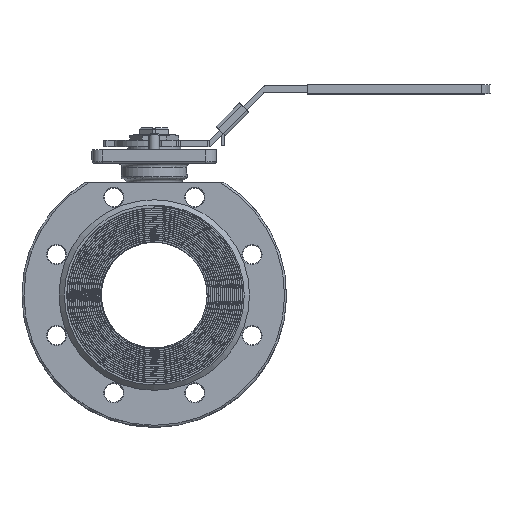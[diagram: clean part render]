
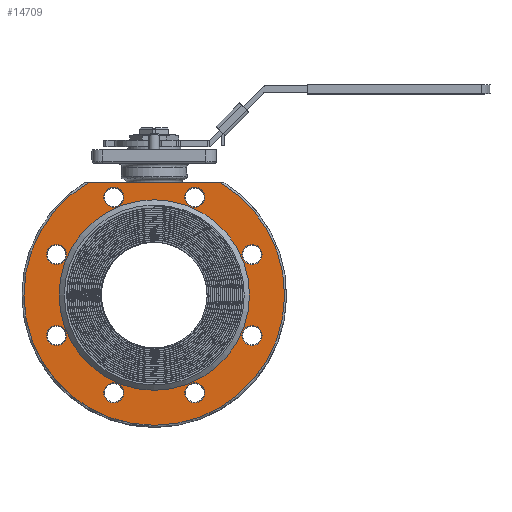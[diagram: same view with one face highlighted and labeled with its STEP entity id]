
A CAD part, top view. The second image highlights one B-rep face of the part: STEP entity #14709.
In plain terms, the highlighted planar face has unit normal (0, 0, 1).
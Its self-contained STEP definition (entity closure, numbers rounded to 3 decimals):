
#1734=LINE('',#57042,#2962);
#2962=VECTOR('',#18192,1000.);
#6056=ORIENTED_EDGE('',*,*,#9140,.F.);
#6057=ORIENTED_EDGE('',*,*,#9100,.F.);
#6058=ORIENTED_EDGE('',*,*,#9141,.T.);
#6059=ORIENTED_EDGE('',*,*,#9142,.T.);
#6060=ORIENTED_EDGE('',*,*,#9143,.T.);
#6061=ORIENTED_EDGE('',*,*,#9144,.T.);
#6062=ORIENTED_EDGE('',*,*,#9145,.T.);
#6063=ORIENTED_EDGE('',*,*,#9146,.T.);
#6064=ORIENTED_EDGE('',*,*,#9147,.T.);
#6065=ORIENTED_EDGE('',*,*,#9148,.T.);
#6066=ORIENTED_EDGE('',*,*,#9149,.T.);
#9100=EDGE_CURVE('',#10755,#10756,#1734,.T.);
#9140=EDGE_CURVE('',#10788,#10788,#11503,.T.);
#9141=EDGE_CURVE('',#10755,#10756,#11504,.T.);
#9142=EDGE_CURVE('',#10789,#10789,#11505,.T.);
#9143=EDGE_CURVE('',#10790,#10790,#11506,.T.);
#9144=EDGE_CURVE('',#10791,#10791,#11507,.T.);
#9145=EDGE_CURVE('',#10792,#10792,#11508,.T.);
#9146=EDGE_CURVE('',#10793,#10793,#11509,.T.);
#9147=EDGE_CURVE('',#10794,#10794,#11510,.T.);
#9148=EDGE_CURVE('',#10795,#10795,#11511,.T.);
#9149=EDGE_CURVE('',#10796,#10796,#11512,.T.);
#10755=VERTEX_POINT('',#57043);
#10756=VERTEX_POINT('',#57044);
#10788=VERTEX_POINT('',#57168);
#10789=VERTEX_POINT('',#57171);
#10790=VERTEX_POINT('',#57173);
#10791=VERTEX_POINT('',#57175);
#10792=VERTEX_POINT('',#57177);
#10793=VERTEX_POINT('',#57179);
#10794=VERTEX_POINT('',#57181);
#10795=VERTEX_POINT('',#57183);
#10796=VERTEX_POINT('',#57185);
#11503=CIRCLE('',#15798,72.);
#11504=CIRCLE('',#15799,98.5);
#11505=CIRCLE('',#15800,7.6);
#11506=CIRCLE('',#15801,7.6);
#11507=CIRCLE('',#15802,7.6);
#11508=CIRCLE('',#15803,7.6);
#11509=CIRCLE('',#15804,7.6);
#11510=CIRCLE('',#15805,7.6);
#11511=CIRCLE('',#15806,7.6);
#11512=CIRCLE('',#15807,7.6);
#12225=EDGE_LOOP('',(#6056));
#12226=EDGE_LOOP('',(#6057,#6058));
#12227=EDGE_LOOP('',(#6059));
#12228=EDGE_LOOP('',(#6060));
#12229=EDGE_LOOP('',(#6061));
#12230=EDGE_LOOP('',(#6062));
#12231=EDGE_LOOP('',(#6063));
#12232=EDGE_LOOP('',(#6064));
#12233=EDGE_LOOP('',(#6065));
#12234=EDGE_LOOP('',(#6066));
#13281=FACE_BOUND('',#12225,.T.);
#13282=FACE_BOUND('',#12226,.T.);
#13283=FACE_BOUND('',#12227,.T.);
#13284=FACE_BOUND('',#12228,.T.);
#13285=FACE_BOUND('',#12229,.T.);
#13286=FACE_BOUND('',#12230,.T.);
#13287=FACE_BOUND('',#12231,.T.);
#13288=FACE_BOUND('',#12232,.T.);
#13289=FACE_BOUND('',#12233,.T.);
#13290=FACE_BOUND('',#12234,.T.);
#13986=PLANE('',#15797);
#14709=ADVANCED_FACE('',(#13281,#13282,#13283,#13284,#13285,#13286,#13287,
#13288,#13289,#13290),#13986,.T.);
#15797=AXIS2_PLACEMENT_3D('',#57166,#18252,#18253);
#15798=AXIS2_PLACEMENT_3D('',#57167,#18254,#18255);
#15799=AXIS2_PLACEMENT_3D('',#57169,#18256,#18257);
#15800=AXIS2_PLACEMENT_3D('',#57170,#18258,#18259);
#15801=AXIS2_PLACEMENT_3D('',#57172,#18260,#18261);
#15802=AXIS2_PLACEMENT_3D('',#57174,#18262,#18263);
#15803=AXIS2_PLACEMENT_3D('',#57176,#18264,#18265);
#15804=AXIS2_PLACEMENT_3D('',#57178,#18266,#18267);
#15805=AXIS2_PLACEMENT_3D('',#57180,#18268,#18269);
#15806=AXIS2_PLACEMENT_3D('',#57182,#18270,#18271);
#15807=AXIS2_PLACEMENT_3D('',#57184,#18272,#18273);
#18192=DIRECTION('',(1.,0.,0.));
#18252=DIRECTION('',(0.,0.,1.));
#18253=DIRECTION('',(1.,0.,0.));
#18254=DIRECTION('',(0.,0.,1.));
#18255=DIRECTION('',(1.,0.,0.));
#18256=DIRECTION('',(0.,0.,1.));
#18257=DIRECTION('',(1.,0.,0.));
#18258=DIRECTION('',(0.,0.,-1.));
#18259=DIRECTION('',(1.,0.,0.));
#18260=DIRECTION('',(0.,0.,-1.));
#18261=DIRECTION('',(1.,0.,0.));
#18262=DIRECTION('',(0.,0.,-1.));
#18263=DIRECTION('',(1.,0.,0.));
#18264=DIRECTION('',(0.,0.,-1.));
#18265=DIRECTION('',(1.,0.,0.));
#18266=DIRECTION('',(0.,0.,-1.));
#18267=DIRECTION('',(1.,0.,0.));
#18268=DIRECTION('',(0.,0.,-1.));
#18269=DIRECTION('',(1.,0.,0.));
#18270=DIRECTION('',(0.,0.,-1.));
#18271=DIRECTION('',(1.,0.,0.));
#18272=DIRECTION('',(0.,0.,-1.));
#18273=DIRECTION('',(1.,0.,0.));
#57042=CARTESIAN_POINT('',(-168.278,85.,56.));
#57043=CARTESIAN_POINT('',(-49.772,85.,56.));
#57044=CARTESIAN_POINT('',(49.772,85.,56.));
#57166=CARTESIAN_POINT('',(0.,0.,56.));
#57167=CARTESIAN_POINT('',(0.,0.,56.));
#57168=CARTESIAN_POINT('',(72.,0.,56.));
#57169=CARTESIAN_POINT('',(0.,0.,56.));
#57170=CARTESIAN_POINT('',(-30.615,73.91,56.));
#57171=CARTESIAN_POINT('',(-23.015,73.91,56.));
#57172=CARTESIAN_POINT('',(-73.91,30.615,56.));
#57173=CARTESIAN_POINT('',(-66.31,30.615,56.));
#57174=CARTESIAN_POINT('',(30.615,73.91,56.));
#57175=CARTESIAN_POINT('',(38.215,73.91,56.));
#57176=CARTESIAN_POINT('',(73.91,30.615,56.));
#57177=CARTESIAN_POINT('',(81.51,30.615,56.));
#57178=CARTESIAN_POINT('',(73.91,-30.615,56.));
#57179=CARTESIAN_POINT('',(81.51,-30.615,56.));
#57180=CARTESIAN_POINT('',(30.615,-73.91,56.));
#57181=CARTESIAN_POINT('',(38.215,-73.91,56.));
#57182=CARTESIAN_POINT('',(-30.615,-73.91,56.));
#57183=CARTESIAN_POINT('',(-23.015,-73.91,56.));
#57184=CARTESIAN_POINT('',(-73.91,-30.615,56.));
#57185=CARTESIAN_POINT('',(-66.31,-30.615,56.));
